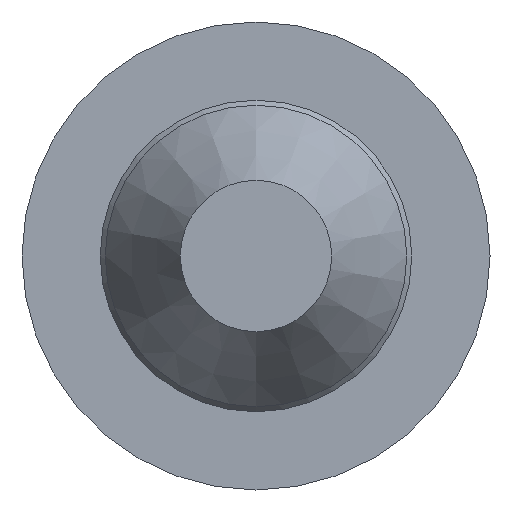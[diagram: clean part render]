
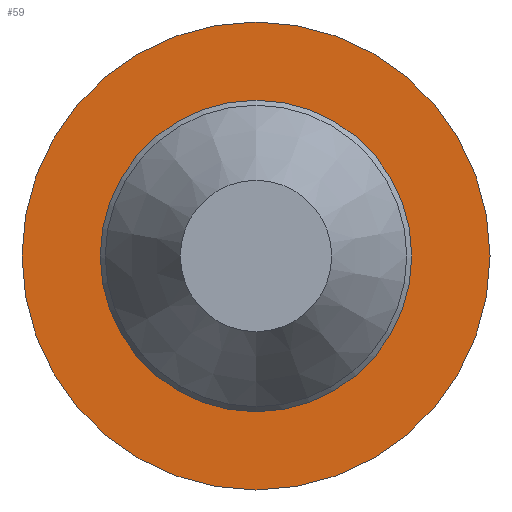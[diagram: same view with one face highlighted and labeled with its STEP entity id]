
A CAD part, left-side view. The second image highlights one B-rep face of the part: STEP entity #59.
In plain terms, the highlighted planar face has unit normal (-1, 0, 0).
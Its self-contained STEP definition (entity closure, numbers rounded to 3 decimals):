
#59 = ADVANCED_FACE( '', ( #130, #131 ), #132, .T. );
#130 = FACE_OUTER_BOUND( '', #212, .T. );
#131 = FACE_BOUND( '', #213, .T. );
#132 = PLANE( '', #214 );
#212 = EDGE_LOOP( '', ( #304 ) );
#213 = EDGE_LOOP( '', ( #305 ) );
#214 = AXIS2_PLACEMENT_3D( '', #306, #307, #308 );
#304 = ORIENTED_EDGE( '', *, *, #390, .T. );
#305 = ORIENTED_EDGE( '', *, *, #391, .F. );
#306 = CARTESIAN_POINT( '', ( 2.17, 0., 2.995 ) );
#307 = DIRECTION( '', ( -1., 0., 0. ) );
#308 = DIRECTION( '', ( 0., 0., 1. ) );
#390 = EDGE_CURVE( '', #441, #441, #442, .T. );
#391 = EDGE_CURVE( '', #443, #443, #444, .T. );
#441 = VERTEX_POINT( '', #496 );
#442 = CIRCLE( '', #497, 4.5 );
#443 = VERTEX_POINT( '', #498 );
#444 = CIRCLE( '', #499, 2.995 );
#496 = CARTESIAN_POINT( '', ( 2.17, 0., 4.5 ) );
#497 = AXIS2_PLACEMENT_3D( '', #555, #556, #557 );
#498 = CARTESIAN_POINT( '', ( 2.17, 0., 2.995 ) );
#499 = AXIS2_PLACEMENT_3D( '', #558, #559, #560 );
#555 = CARTESIAN_POINT( '', ( 2.17, 0., 0. ) );
#556 = DIRECTION( '', ( -1., 0., 0. ) );
#557 = DIRECTION( '', ( 0., 0., 1. ) );
#558 = CARTESIAN_POINT( '', ( 2.17, 0., 0. ) );
#559 = DIRECTION( '', ( -1., 0., 0. ) );
#560 = DIRECTION( '', ( 0., 0., 1. ) );
